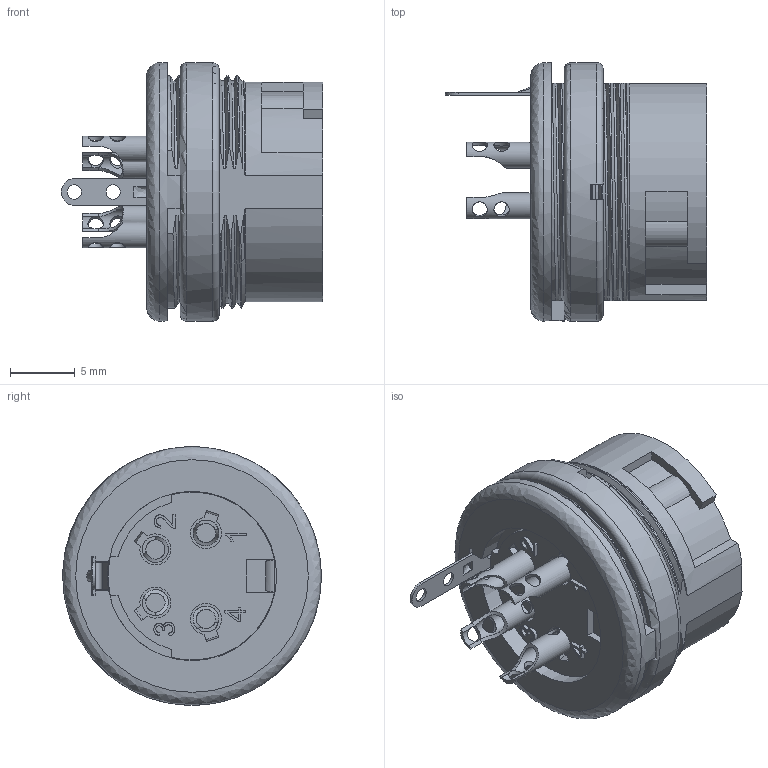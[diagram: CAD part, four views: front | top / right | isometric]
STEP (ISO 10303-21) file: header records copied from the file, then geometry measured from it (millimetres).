
FILE_DESCRIPTION(/* description */ (''),/* implementation_level */ '2;1');
FILE_NAME(/* name */ 't 3327 100 u xnxc001-01.stp',/* time_stamp */ '2019-07-08T16:08:23+02:00',/* author */ (''),/* organization */ (''),/* preprocessor_version */ 'ST-DEVELOPER v16.7',/* originating_system */ 'SIEMENS PLM Software NX 12.0',/* authorisation */ '');
FILE_SCHEMA (('AUTOMOTIVE_DESIGN { 1 0 10303 214 3 1 1 1 }'));
Length unit declared in the file: millimetre
Products named in the file (1): t 3327 100 u xnxc001-01
Bounding box: 20.2 x 20 x 20 mm (x, y, z)
Volume: 2691.5 mm3; surface area: 3124.4 mm2
Topology: 1 solids, 1 shells, 349 faces, 1085 edges, 718 vertices
Faces by surface type: plane 175, cylinder 107, bspline 39, cone 11, extrusion 10, sphere 4, torus 3
Full cylindrical faces by diameter (mm): 1 x4, 1.1 x2, 1.2 x8, 1.5 x4, 2 x4, 18.3 x1, 20 x2
Entity records: 30187 total; most frequent: CARTESIAN_POINT 20570, ORIENTED_EDGE 2054, DIRECTION 1415, EDGE_CURVE 1027, VERTEX_POINT 700, VECTOR 503, LINE 493, AXIS2_PLACEMENT_3D 456
